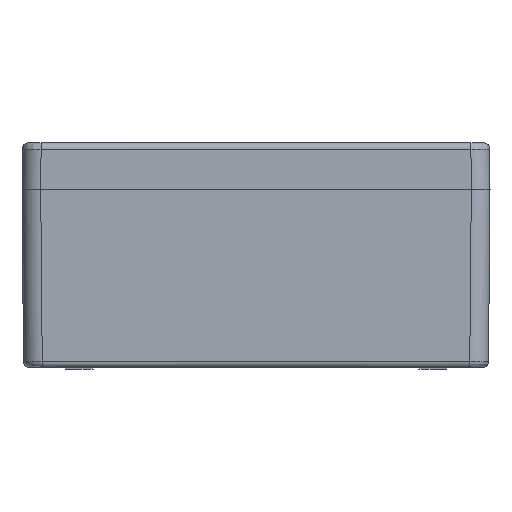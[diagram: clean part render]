
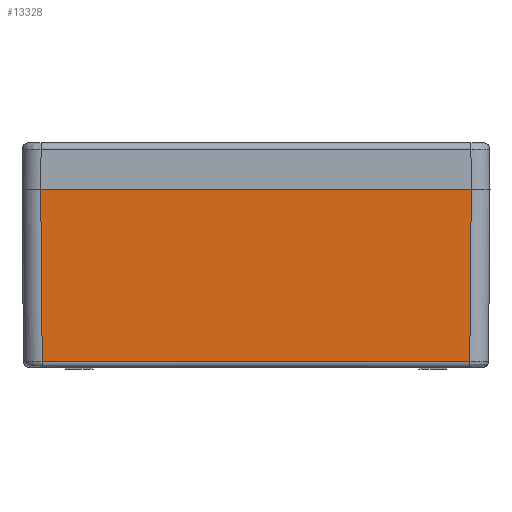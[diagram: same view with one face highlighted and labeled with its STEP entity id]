
A CAD part, left-side view. The second image highlights one B-rep face of the part: STEP entity #13328.
In plain terms, the highlighted planar face has unit normal (-1, 0, -0.009).
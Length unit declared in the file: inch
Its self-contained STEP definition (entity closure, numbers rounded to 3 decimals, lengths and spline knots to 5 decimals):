
#405 = CARTESIAN_POINT ( 'NONE',  ( -11.77941, -4.49596, -3.62308 ) ) ;
#488 = EDGE_CURVE ( 'NONE', #16312, #12181, #12647, .T. ) ;
#620 = CARTESIAN_POINT ( 'NONE',  ( -11.81102, -4.52757, 0. ) ) ;
#2359 = DIRECTION ( 'NONE',  ( -1., 0., -0.009 ) ) ;
#3191 = CARTESIAN_POINT ( 'NONE',  ( -11.81015, 4.5267, -0.09962 ) ) ;
#3549 = ORIENTED_EDGE ( 'NONE', *, *, #488, .F. ) ;
#4462 = DIRECTION ( 'NONE',  ( 0., 1., 0. ) ) ;
#4488 = VECTOR ( 'NONE', #6470, 39.37008 ) ;
#4742 = VECTOR ( 'NONE', #20312, 39.37008 ) ;
#6470 = DIRECTION ( 'NONE',  ( -0.009, 0.009, 1. ) ) ;
#6530 = ORIENTED_EDGE ( 'NONE', *, *, #8729, .T. ) ;
#8680 = AXIS2_PLACEMENT_3D ( 'NONE', #14053, #2359, #12129 ) ;
#8729 = EDGE_CURVE ( 'NONE', #11615, #15256, #17970, .T. ) ;
#9267 = PLANE ( 'NONE',  #8680 ) ;
#9943 = VECTOR ( 'NONE', #19675, 39.37008 ) ;
#11048 = CARTESIAN_POINT ( 'NONE',  ( -11.77941, 2.46063, -3.62308 ) ) ;
#11615 = VERTEX_POINT ( 'NONE', #620 ) ;
#12129 = DIRECTION ( 'NONE',  ( -0.009, 0., 1. ) ) ;
#12181 = VERTEX_POINT ( 'NONE', #18893 ) ;
#12647 = LINE ( 'NONE', #11048, #13414 ) ;
#13328 = ADVANCED_FACE ( 'NONE', ( #20344 ), #9267, .T. ) ;
#13414 = VECTOR ( 'NONE', #4462, 39.37008 ) ;
#13664 = ORIENTED_EDGE ( 'NONE', *, *, #16489, .F. ) ;
#13802 = CARTESIAN_POINT ( 'NONE',  ( -11.81068, -4.52723, -0.03951 ) ) ;
#14053 = CARTESIAN_POINT ( 'NONE',  ( -11.81102, 4.92126, 0. ) ) ;
#14118 = CARTESIAN_POINT ( 'NONE',  ( -11.81102, 4.52757, 0. ) ) ;
#14352 = LINE ( 'NONE', #3191, #4488 ) ;
#15256 = VERTEX_POINT ( 'NONE', #14118 ) ;
#16100 = EDGE_LOOP ( 'NONE', ( #18137, #3549, #13664, #6530 ) ) ;
#16312 = VERTEX_POINT ( 'NONE', #405 ) ;
#16489 = EDGE_CURVE ( 'NONE', #11615, #16312, #20416, .T. ) ;
#17970 = LINE ( 'NONE', #18194, #9943 ) ;
#18137 = ORIENTED_EDGE ( 'NONE', *, *, #20326, .F. ) ;
#18194 = CARTESIAN_POINT ( 'NONE',  ( -11.81102, 4.92126, 0. ) ) ;
#18893 = CARTESIAN_POINT ( 'NONE',  ( -11.77941, 4.49596, -3.62308 ) ) ;
#19675 = DIRECTION ( 'NONE',  ( 0., 1., 0. ) ) ;
#20312 = DIRECTION ( 'NONE',  ( 0.009, 0.009, -1. ) ) ;
#20326 = EDGE_CURVE ( 'NONE', #12181, #15256, #14352, .T. ) ;
#20344 = FACE_OUTER_BOUND ( 'NONE', #16100, .T. ) ;
#20416 = LINE ( 'NONE', #13802, #4742 ) ;
